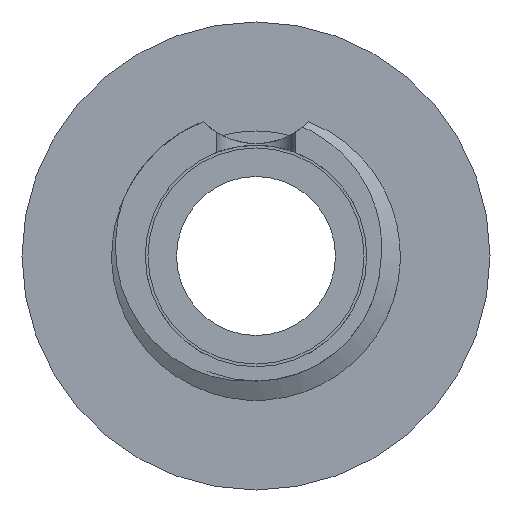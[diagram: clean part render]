
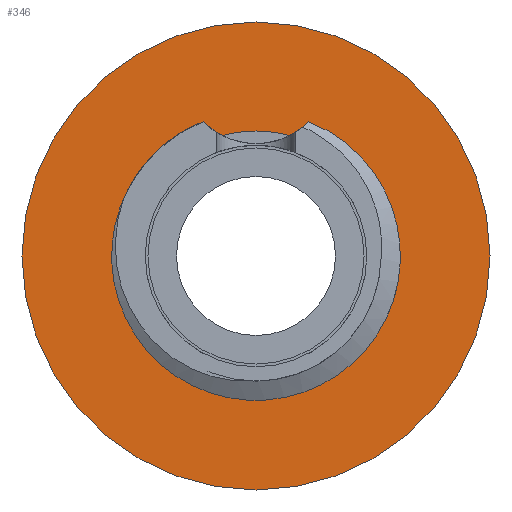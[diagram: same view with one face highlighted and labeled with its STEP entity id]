
A CAD part, front view. The second image highlights one B-rep face of the part: STEP entity #346.
In plain terms, the highlighted planar face has unit normal (0, -1, 0).
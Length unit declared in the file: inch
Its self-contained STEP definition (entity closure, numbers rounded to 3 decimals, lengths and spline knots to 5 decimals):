
#346 = ADVANCED_FACE ( 'NONE', ( #9011, #7445 ), #526, .F. ) ;
#514 = EDGE_CURVE ( 'NONE', #5665, #4944, #9140, .T. ) ;
#526 = PLANE ( 'NONE',  #7197 ) ;
#1146 = CIRCLE ( 'NONE', #8079, 0.1378 ) ;
#1320 = CARTESIAN_POINT ( 'NONE',  ( 0., 0., 0. ) ) ;
#1400 = AXIS2_PLACEMENT_3D ( 'NONE', #4714, #3006, #3914 ) ;
#1668 = ORIENTED_EDGE ( 'NONE', *, *, #514, .F. ) ;
#1688 = CARTESIAN_POINT ( 'NONE',  ( 0., 0., 0. ) ) ;
#1788 = DIRECTION ( 'NONE',  ( 0., 0., -1. ) ) ;
#2040 = CARTESIAN_POINT ( 'NONE',  ( 0., 0., -0.1378 ) ) ;
#2104 = DIRECTION ( 'NONE',  ( 0., 1., 0. ) ) ;
#2909 = CARTESIAN_POINT ( 'NONE',  ( 0., 0., 0. ) ) ;
#3006 = DIRECTION ( 'NONE',  ( 0., 1., 0. ) ) ;
#3128 = EDGE_LOOP ( 'NONE', ( #1668, #4857 ) ) ;
#3192 = AXIS2_PLACEMENT_3D ( 'NONE', #9399, #4299, #6714 ) ;
#3914 = DIRECTION ( 'NONE',  ( 0., 0., 1. ) ) ;
#4299 = DIRECTION ( 'NONE',  ( 0., 1., 0. ) ) ;
#4714 = CARTESIAN_POINT ( 'NONE',  ( 0., 0., 0. ) ) ;
#4857 = ORIENTED_EDGE ( 'NONE', *, *, #7940, .F. ) ;
#4944 = VERTEX_POINT ( 'NONE', #8104 ) ;
#5114 = CIRCLE ( 'NONE', #8182, 0.1378 ) ;
#5245 = DIRECTION ( 'NONE',  ( 0., 0., -1. ) ) ;
#5653 = VERTEX_POINT ( 'NONE', #2040 ) ;
#5665 = VERTEX_POINT ( 'NONE', #8040 ) ;
#6007 = ORIENTED_EDGE ( 'NONE', *, *, #8750, .F. ) ;
#6368 = DIRECTION ( 'NONE',  ( 0., -1., 0. ) ) ;
#6408 = CIRCLE ( 'NONE', #3192, 0.25787 ) ;
#6714 = DIRECTION ( 'NONE',  ( 0., 0., 1. ) ) ;
#6972 = ORIENTED_EDGE ( 'NONE', *, *, #7823, .F. ) ;
#7197 = AXIS2_PLACEMENT_3D ( 'NONE', #2909, #2104, #7396 ) ;
#7232 = EDGE_LOOP ( 'NONE', ( #6007, #6972 ) ) ;
#7396 = DIRECTION ( 'NONE',  ( 0., 0., 1. ) ) ;
#7445 = FACE_OUTER_BOUND ( 'NONE', #3128, .T. ) ;
#7823 = EDGE_CURVE ( 'NONE', #5653, #9315, #5114, .T. ) ;
#7940 = EDGE_CURVE ( 'NONE', #4944, #5665, #6408, .T. ) ;
#8040 = CARTESIAN_POINT ( 'NONE',  ( 0., 0., -0.25787 ) ) ;
#8079 = AXIS2_PLACEMENT_3D ( 'NONE', #1320, #9039, #5245 ) ;
#8104 = CARTESIAN_POINT ( 'NONE',  ( 0., 0., 0.25787 ) ) ;
#8182 = AXIS2_PLACEMENT_3D ( 'NONE', #1688, #6368, #1788 ) ;
#8750 = EDGE_CURVE ( 'NONE', #9315, #5653, #1146, .T. ) ;
#8801 = CARTESIAN_POINT ( 'NONE',  ( 0., 0., 0.1378 ) ) ;
#9011 = FACE_BOUND ( 'NONE', #7232, .T. ) ;
#9039 = DIRECTION ( 'NONE',  ( 0., -1., 0. ) ) ;
#9140 = CIRCLE ( 'NONE', #1400, 0.25787 ) ;
#9315 = VERTEX_POINT ( 'NONE', #8801 ) ;
#9399 = CARTESIAN_POINT ( 'NONE',  ( 0., 0., 0. ) ) ;
